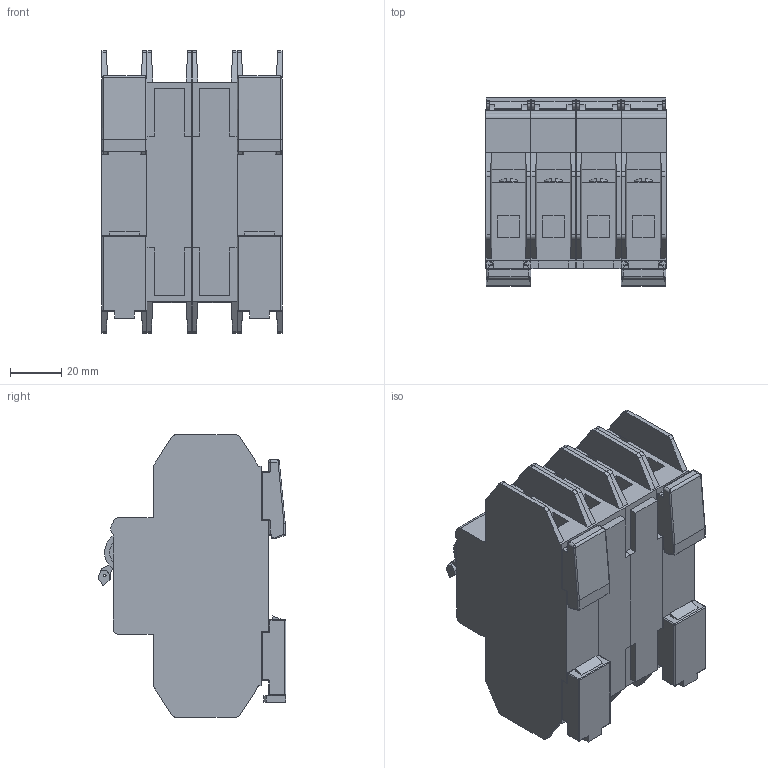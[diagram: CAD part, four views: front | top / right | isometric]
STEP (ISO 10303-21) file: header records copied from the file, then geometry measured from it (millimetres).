
FILE_DESCRIPTION (( 'STEP AP214' ), '1' );
FILE_NAME ('Techna Jtec 489 4 Pole.STEP', '2020-05-21T12:23:12', ( '' ), ( '' ), 'SwSTEP 2.0', 'SolidWorks 2020', '' );
FILE_SCHEMA (( 'AUTOMOTIVE_DESIGN' ));
Length unit declared in the file: millimetre
Products named in the file (9): JTEC 489; Foot 2; Techna Jtec 489; JTEC 489_Techna Logo; Techna Jtec 489 4 Pole; Techna Jtec 489_No Logo; Foot 1
Assembly tree (12 placements, depth 3):
  Techna Jtec 489 4 Pole
    Techna Jtec 489_No Logo
      JTEC 489
      Foot 1
      Foot 2
    Techna Jtec 489_No Logo
      JTEC 489
    Techna Jtec 489
      JTEC 489_Techna Logo
      Foot 1
      Foot 2
    Techna Jtec 489_No Logo
      JTEC 489
Bounding box: 70.16 x 73.04 x 110 mm (x, y, z)
Volume: 327881.8 mm3; surface area: 88300.3 mm2
Topology: 8 solids, 8 shells, 1504 faces, 3977 edges, 2500 vertices
Faces by surface type: plane 813, cylinder 527, bspline 90, torus 48, sphere 26
Entity records: 40180 total; most frequent: CARTESIAN_POINT 8516, ORIENTED_EDGE 5280, DIRECTION 5071, EDGE_CURVE 2640, VECTOR 1775, LINE 1775, VERTEX_POINT 1699, AXIS2_PLACEMENT_3D 1648
